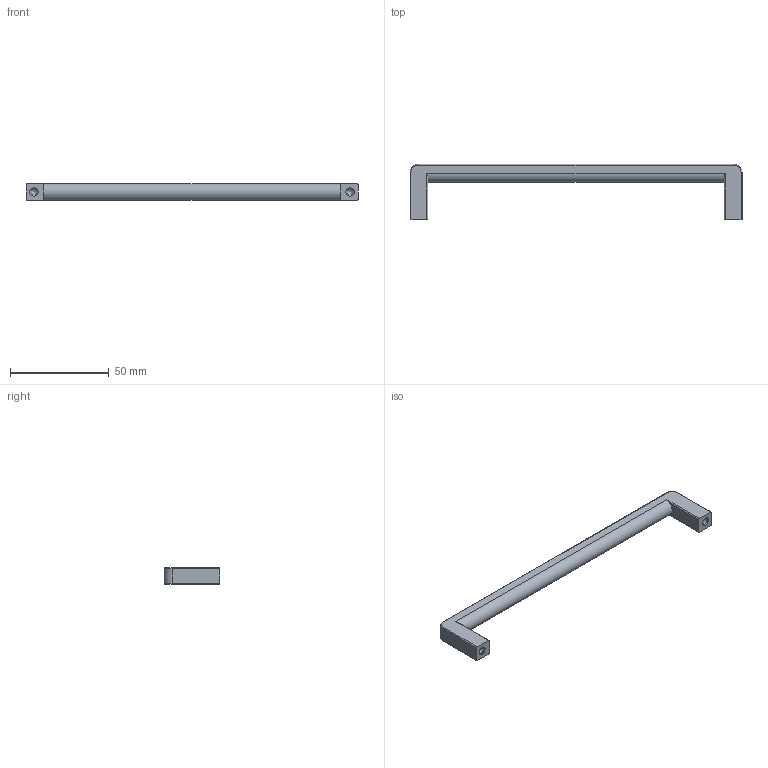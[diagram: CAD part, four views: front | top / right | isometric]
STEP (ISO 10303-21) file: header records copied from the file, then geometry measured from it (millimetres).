
FILE_DESCRIPTION(/* description */ (''),/* implementation_level */ '2;1');
FILE_NAME(/* name */ 'UZ-BAGIO-160.stp',/* time_stamp */ '2019-09-11T10:18:36+02:00',/* author */ ('tomaszw'),/* organization */ (''),/* preprocessor_version */ 'ST-DEVELOPER v17.2',/* originating_system */ 'Autodesk Inventor 2019',/* authorisation */ '');
FILE_SCHEMA (('AUTOMOTIVE_DESIGN { 1 0 10303 214 3 1 1 }'));
Length unit declared in the file: millimetre
Products named in the file (1): UZ-BAGIO_...-.. (new)-01-01
Bounding box: 168 x 28 x 8.5 mm (x, y, z)
Volume: 14306.3 mm3; surface area: 6911.9 mm2
Topology: 1 solids, 1 shells, 32 faces, 82 edges, 52 vertices
Faces by surface type: cylinder 15, plane 9, cone 4, torus 4
Full cylindrical faces by diameter (mm): 3.242 x2
Entity records: 1021 total; most frequent: CARTESIAN_POINT 185, DIRECTION 178, ORIENTED_EDGE 160, EDGE_CURVE 80, AXIS2_PLACEMENT_3D 69, VERTEX_POINT 52, LINE 40, VECTOR 40
